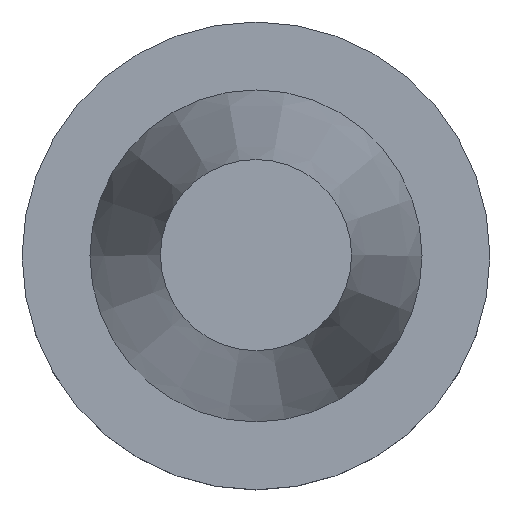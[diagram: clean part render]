
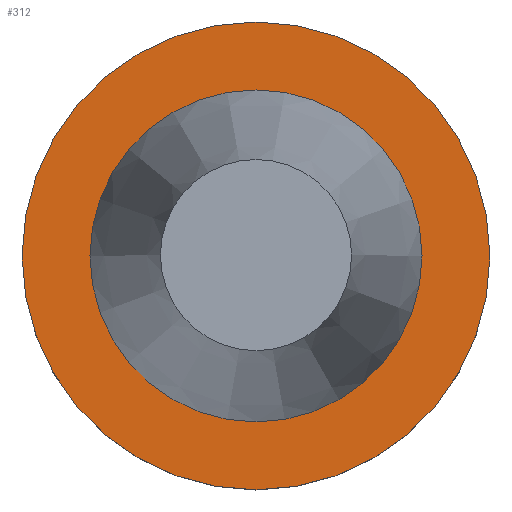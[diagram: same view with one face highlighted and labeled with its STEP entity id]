
A CAD part, top view. The second image highlights one B-rep face of the part: STEP entity #312.
In plain terms, the highlighted planar face has unit normal (0, 0, 1).
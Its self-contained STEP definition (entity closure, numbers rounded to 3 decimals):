
#1 = CIRCLE ( 'NONE', #202, 34.925 ) ;
#3 = ORIENTED_EDGE ( 'NONE', *, *, #93, .F. ) ;
#37 = AXIS2_PLACEMENT_3D ( 'NONE', #198, #47, #320 ) ;
#38 = CARTESIAN_POINT ( 'NONE',  ( 0., 0., -1.5 ) ) ;
#47 = DIRECTION ( 'NONE',  ( 0., 0., -1. ) ) ;
#49 = AXIS2_PLACEMENT_3D ( 'NONE', #186, #369, #152 ) ;
#85 = CARTESIAN_POINT ( 'NONE',  ( 34.925, 0., -1.5 ) ) ;
#88 = VERTEX_POINT ( 'NONE', #85 ) ;
#93 = EDGE_CURVE ( 'NONE', #88, #88, #1, .T. ) ;
#100 = EDGE_LOOP ( 'NONE', ( #113 ) ) ;
#103 = FACE_BOUND ( 'NONE', #208, .T. ) ;
#105 = EDGE_CURVE ( 'NONE', #144, #144, #139, .T. ) ;
#107 = PLANE ( 'NONE',  #37 ) ;
#113 = ORIENTED_EDGE ( 'NONE', *, *, #105, .T. ) ;
#139 = CIRCLE ( 'NONE', #49, 49.215 ) ;
#144 = VERTEX_POINT ( 'NONE', #335 ) ;
#152 = DIRECTION ( 'NONE',  ( 1., 0., 0. ) ) ;
#186 = CARTESIAN_POINT ( 'NONE',  ( 0., 0., -1.5 ) ) ;
#198 = CARTESIAN_POINT ( 'NONE',  ( 0., 49.215, -1.5 ) ) ;
#202 = AXIS2_PLACEMENT_3D ( 'NONE', #38, #283, #373 ) ;
#208 = EDGE_LOOP ( 'NONE', ( #3 ) ) ;
#283 = DIRECTION ( 'NONE',  ( 0., 0., 1. ) ) ;
#312 = ADVANCED_FACE ( 'NONE', ( #103, #351 ), #107, .F. ) ;
#320 = DIRECTION ( 'NONE',  ( -1., 0., 0. ) ) ;
#335 = CARTESIAN_POINT ( 'NONE',  ( 49.215, 0., -1.5 ) ) ;
#351 = FACE_OUTER_BOUND ( 'NONE', #100, .T. ) ;
#369 = DIRECTION ( 'NONE',  ( 0., 0., 1. ) ) ;
#373 = DIRECTION ( 'NONE',  ( 1., 0., 0. ) ) ;
